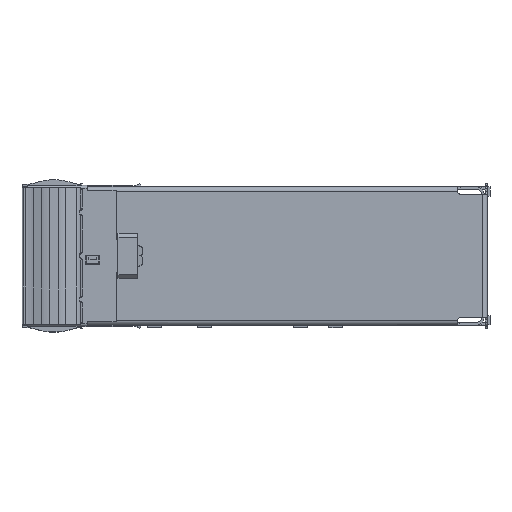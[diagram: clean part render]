
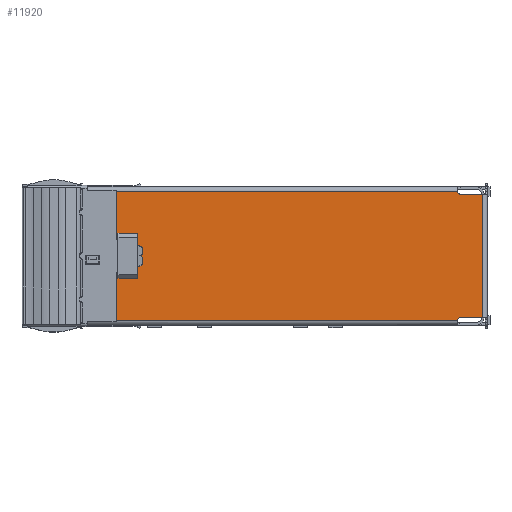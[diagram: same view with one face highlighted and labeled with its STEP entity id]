
A CAD part, top view. The second image highlights one B-rep face of the part: STEP entity #11920.
In plain terms, the highlighted planar face has unit normal (0, 0, 1).
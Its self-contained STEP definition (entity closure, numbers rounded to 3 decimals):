
#1=DIRECTION('',(0.,-1.,0.));
#2=VECTOR('',#1,0.048);
#3=CARTESIAN_POINT('',(2.851,-2.171,12.62));
#4=LINE('',#3,#2);
#5=CARTESIAN_POINT('',(3.051,-2.171,12.62));
#6=DIRECTION('',(0.,0.,1.));
#7=DIRECTION('',(-0.381,0.925,0.));
#8=AXIS2_PLACEMENT_3D('',#5,#6,#7);
#10=DIRECTION('',(0.,1.,0.));
#11=VECTOR('',#10,0.717);
#12=CARTESIAN_POINT('',(2.975,-2.704,12.62));
#13=LINE('',#12,#11);
#14=DIRECTION('',(-1.,0.,0.));
#15=VECTOR('',#14,2.);
#16=CARTESIAN_POINT('',(4.975,-2.704,12.62));
#17=LINE('',#16,#15);
#18=DIRECTION('',(1.,0.,0.));
#19=VECTOR('',#18,2.);
#20=CARTESIAN_POINT('',(2.975,2.004,12.62));
#21=LINE('',#20,#19);
#22=DIRECTION('',(0.,1.,0.));
#23=VECTOR('',#22,0.747);
#24=CARTESIAN_POINT('',(2.975,1.256,12.62));
#25=LINE('',#24,#23);
#26=CARTESIAN_POINT('',(3.051,1.441,12.62));
#27=DIRECTION('',(0.,0.,1.));
#28=DIRECTION('',(-1.,0.,0.));
#29=AXIS2_PLACEMENT_3D('',#26,#27,#28);
#31=DIRECTION('',(0.,-1.,0.));
#32=VECTOR('',#31,0.169);
#33=CARTESIAN_POINT('',(2.851,1.611,12.62));
#34=LINE('',#33,#32);
#35=CARTESIAN_POINT('',(38.8,6.35,12.62));
#36=DIRECTION('',(0.,0.,-1.));
#37=DIRECTION('',(0.,-1.,0.));
#38=AXIS2_PLACEMENT_3D('',#35,#36,#37);
#40=CARTESIAN_POINT('',(38.8,-7.05,12.62));
#41=DIRECTION('',(0.,0.,-1.));
#42=DIRECTION('',(-1.,0.,0.));
#43=AXIS2_PLACEMENT_3D('',#40,#41,#42);
#45=DIRECTION('',(1.,0.,0.));
#46=VECTOR('',#45,0.075);
#47=CARTESIAN_POINT('',(2.776,-2.219,12.62));
#48=LINE('',#47,#46);
#53=DIRECTION('',(0.,1.,0.));
#54=VECTOR('',#53,4.881);
#55=CARTESIAN_POINT('',(2.776,-7.1,12.62));
#56=LINE('',#55,#54);
#66=DIRECTION('',(-1.,0.,0.));
#67=VECTOR('',#66,35.774);
#68=CARTESIAN_POINT('',(38.55,-7.1,12.62));
#69=LINE('',#68,#67);
#96=DIRECTION('',(0.,-1.,0.));
#97=VECTOR('',#96,0.05);
#98=CARTESIAN_POINT('',(38.55,-7.05,12.62));
#99=LINE('',#98,#97);
#193=DIRECTION('',(0.,-1.,0.));
#194=VECTOR('',#193,0.05);
#195=CARTESIAN_POINT('',(38.55,6.4,12.62));
#196=LINE('',#195,#194);
#2322=DIRECTION('',(1.,0.,0.));
#2323=VECTOR('',#2322,35.774);
#2324=CARTESIAN_POINT('',(2.776,6.4,12.62));
#2325=LINE('',#2324,#2323);
#2335=DIRECTION('',(0.,1.,0.));
#2336=VECTOR('',#2335,4.789);
#2337=CARTESIAN_POINT('',(2.776,1.611,12.62));
#2338=LINE('',#2337,#2336);
#2347=DIRECTION('',(-1.,0.,0.));
#2348=VECTOR('',#2347,0.075);
#2349=CARTESIAN_POINT('',(2.851,1.611,12.62));
#2350=LINE('',#2349,#2348);
#2375=DIRECTION('',(0.,1.,0.));
#2376=VECTOR('',#2375,4.707);
#2377=CARTESIAN_POINT('',(4.975,-2.704,12.62));
#2378=LINE('',#2377,#2376);
#6165=DIRECTION('',(1.,0.,0.));
#6166=VECTOR('',#6165,2.35);
#6167=CARTESIAN_POINT('',(38.8,6.1,12.62));
#6168=LINE('',#6167,#6166);
#6186=DIRECTION('',(0.,-1.,0.));
#6187=VECTOR('',#6186,12.9);
#6188=CARTESIAN_POINT('',(41.15,6.1,12.62));
#6189=LINE('',#6188,#6187);
#6190=DIRECTION('',(-1.,0.,0.));
#6191=VECTOR('',#6190,2.35);
#6192=CARTESIAN_POINT('',(41.15,-6.8,12.62));
#6193=LINE('',#6192,#6191);
#9248=CARTESIAN_POINT('',(4.975,-2.704,12.62));
#9250=VERTEX_POINT('',#9248);
#9253=CARTESIAN_POINT('',(4.975,2.004,12.62));
#9254=VERTEX_POINT('',#9253);
#9264=CARTESIAN_POINT('',(2.776,-7.1,12.62));
#9266=VERTEX_POINT('',#9264);
#9271=CARTESIAN_POINT('',(2.776,-2.219,12.62));
#9272=VERTEX_POINT('',#9271);
#9311=CARTESIAN_POINT('',(2.975,2.004,12.62));
#9312=VERTEX_POINT('',#9311);
#9313=CARTESIAN_POINT('',(2.776,1.611,12.62));
#9314=CARTESIAN_POINT('',(2.776,6.4,12.62));
#9315=VERTEX_POINT('',#9313);
#9316=VERTEX_POINT('',#9314);
#9345=CARTESIAN_POINT('',(2.851,-2.171,12.62));
#9346=CARTESIAN_POINT('',(2.851,-2.219,12.62));
#9347=VERTEX_POINT('',#9345);
#9348=VERTEX_POINT('',#9346);
#9353=CARTESIAN_POINT('',(2.851,1.611,12.62));
#9355=VERTEX_POINT('',#9353);
#9359=CARTESIAN_POINT('',(2.975,-1.986,12.62));
#9360=VERTEX_POINT('',#9359);
#9362=CARTESIAN_POINT('',(2.975,1.256,12.62));
#9364=VERTEX_POINT('',#9362);
#9367=CARTESIAN_POINT('',(2.851,1.441,12.62));
#9368=VERTEX_POINT('',#9367);
#9397=CARTESIAN_POINT('',(2.975,-2.704,12.62));
#9398=VERTEX_POINT('',#9397);
#11711=CARTESIAN_POINT('',(38.55,-7.1,12.62));
#11712=VERTEX_POINT('',#11711);
#11713=CARTESIAN_POINT('',(38.55,6.4,12.62));
#11714=VERTEX_POINT('',#11713);
#11715=CARTESIAN_POINT('',(38.55,6.35,12.62));
#11716=VERTEX_POINT('',#11715);
#11717=CARTESIAN_POINT('',(38.8,6.1,12.62));
#11718=VERTEX_POINT('',#11717);
#11719=CARTESIAN_POINT('',(41.15,6.1,12.62));
#11720=VERTEX_POINT('',#11719);
#11721=CARTESIAN_POINT('',(41.15,-6.8,12.62));
#11722=VERTEX_POINT('',#11721);
#11723=CARTESIAN_POINT('',(38.8,-6.8,12.62));
#11724=VERTEX_POINT('',#11723);
#11725=CARTESIAN_POINT('',(38.55,-7.05,12.62));
#11726=VERTEX_POINT('',#11725);
#11869=CARTESIAN_POINT('',(-1.106,-2.312,12.62));
#11870=DIRECTION('',(0.,0.,1.));
#11871=DIRECTION('',(1.,0.,0.));
#11872=AXIS2_PLACEMENT_3D('',#11869,#11870,#11871);
#11873=PLANE('',#11872);
#11875=ORIENTED_EDGE('',*,*,#11874,.T.);
#11877=ORIENTED_EDGE('',*,*,#11876,.F.);
#11879=ORIENTED_EDGE('',*,*,#11878,.F.);
#11881=ORIENTED_EDGE('',*,*,#11880,.F.);
#11883=ORIENTED_EDGE('',*,*,#11882,.F.);
#11885=ORIENTED_EDGE('',*,*,#11884,.T.);
#11887=ORIENTED_EDGE('',*,*,#11886,.F.);
#11889=ORIENTED_EDGE('',*,*,#11888,.F.);
#11891=ORIENTED_EDGE('',*,*,#11890,.F.);
#11893=ORIENTED_EDGE('',*,*,#11892,.F.);
#11895=ORIENTED_EDGE('',*,*,#11894,.T.);
#11897=ORIENTED_EDGE('',*,*,#11896,.T.);
#11899=ORIENTED_EDGE('',*,*,#11898,.T.);
#11901=ORIENTED_EDGE('',*,*,#11900,.T.);
#11903=ORIENTED_EDGE('',*,*,#11902,.F.);
#11905=ORIENTED_EDGE('',*,*,#11904,.T.);
#11907=ORIENTED_EDGE('',*,*,#11906,.T.);
#11909=ORIENTED_EDGE('',*,*,#11908,.T.);
#11911=ORIENTED_EDGE('',*,*,#11910,.F.);
#11913=ORIENTED_EDGE('',*,*,#11912,.T.);
#11915=ORIENTED_EDGE('',*,*,#11914,.T.);
#11917=ORIENTED_EDGE('',*,*,#11916,.T.);
#11918=EDGE_LOOP('',(#11875,#11877,#11879,#11881,#11883,#11885,#11887,#11889,
#11891,#11893,#11895,#11897,#11899,#11901,#11903,#11905,#11907,#11909,#11911,
#11913,#11915,#11917));
#11919=FACE_OUTER_BOUND('',#11918,.F.);
#11920=ADVANCED_FACE('',(#11919),#11873,.T.);
#9=CIRCLE('',#8,0.2);
#30=CIRCLE('',#29,0.2);
#39=CIRCLE('',#38,0.25);
#44=CIRCLE('',#43,0.25);
#11874=EDGE_CURVE('',#9272,#9348,#48,.T.);
#11876=EDGE_CURVE('',#9347,#9348,#4,.T.);
#11878=EDGE_CURVE('',#9360,#9347,#9,.T.);
#11880=EDGE_CURVE('',#9398,#9360,#13,.T.);
#11882=EDGE_CURVE('',#9250,#9398,#17,.T.);
#11884=EDGE_CURVE('',#9250,#9254,#2378,.T.);
#11886=EDGE_CURVE('',#9312,#9254,#21,.T.);
#11888=EDGE_CURVE('',#9364,#9312,#25,.T.);
#11890=EDGE_CURVE('',#9368,#9364,#30,.T.);
#11892=EDGE_CURVE('',#9355,#9368,#34,.T.);
#11894=EDGE_CURVE('',#9355,#9315,#2350,.T.);
#11896=EDGE_CURVE('',#9315,#9316,#2338,.T.);
#11898=EDGE_CURVE('',#9316,#11714,#2325,.T.);
#11900=EDGE_CURVE('',#11714,#11716,#196,.T.);
#11902=EDGE_CURVE('',#11718,#11716,#39,.T.);
#11904=EDGE_CURVE('',#11718,#11720,#6168,.T.);
#11906=EDGE_CURVE('',#11720,#11722,#6189,.T.);
#11908=EDGE_CURVE('',#11722,#11724,#6193,.T.);
#11910=EDGE_CURVE('',#11726,#11724,#44,.T.);
#11912=EDGE_CURVE('',#11726,#11712,#99,.T.);
#11914=EDGE_CURVE('',#11712,#9266,#69,.T.);
#11916=EDGE_CURVE('',#9266,#9272,#56,.T.);
